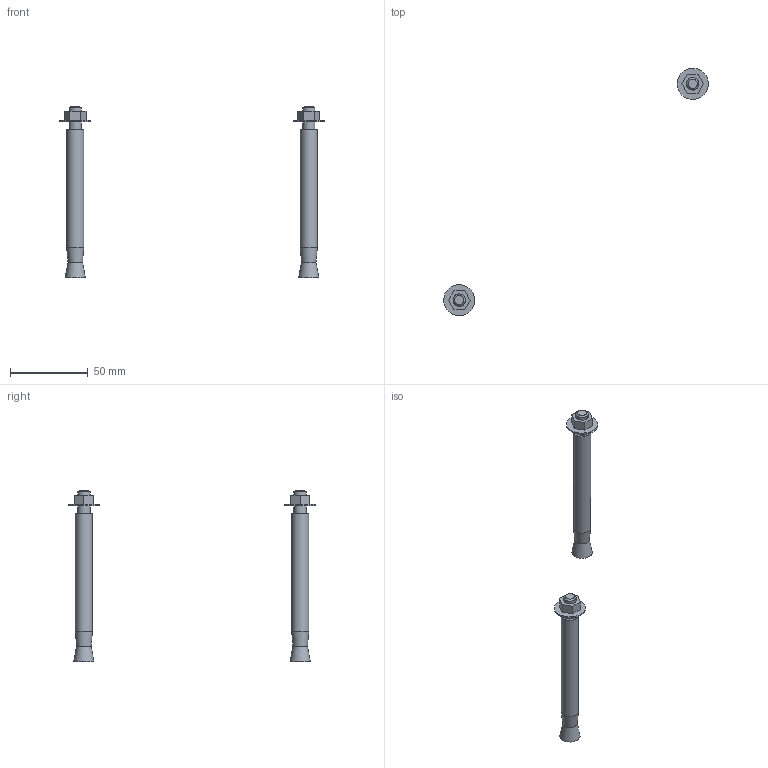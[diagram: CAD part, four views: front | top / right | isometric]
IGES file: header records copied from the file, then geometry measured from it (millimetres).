
Global section: file name: SZ1750V-A; native system: Autodesk Inventor 2015; preprocessor: unknown; author: M. Boeke; date: 20151118.155655; units: millimetre
Bounding box: 170 x 158.99 x 110 mm (x, y, z)
Volume: 20787.7 mm3; surface area: 9050.4 mm2
Topology: 2 solids, 2 shells, 38 faces, 86 edges, 60 vertices
Faces by surface type: bspline 38
